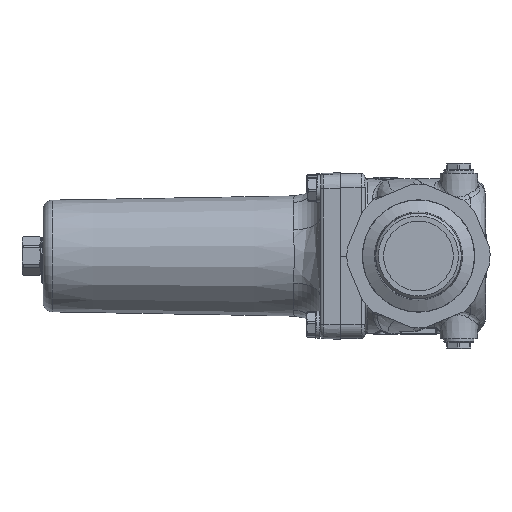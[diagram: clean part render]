
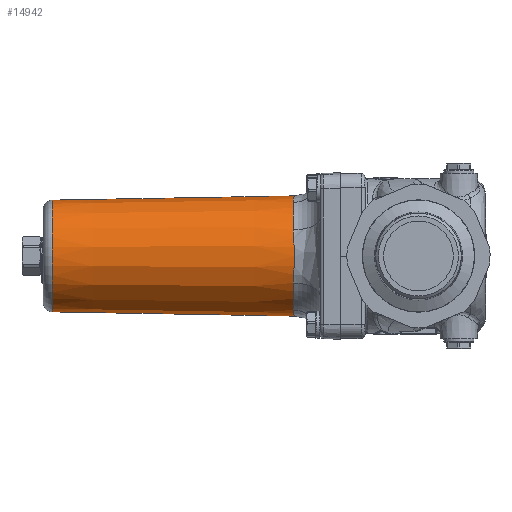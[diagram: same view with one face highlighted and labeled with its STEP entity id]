
A CAD part, left-side view. The second image highlights one B-rep face of the part: STEP entity #14942.
In plain terms, the highlighted conical face has half-angle 1 degrees and reference radius 33 mm.
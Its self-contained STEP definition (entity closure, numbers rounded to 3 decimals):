
#1015=LINE('',#40596,#1615);
#1615=VECTOR('',#19374,33.);
#1800=CONICAL_SURFACE('',#16293,33.,0.017);
#2883=FACE_OUTER_BOUND('',#3863,.T.);
#3863=EDGE_LOOP('',(#12919,#12920,#12921,#12922,#12923,#12924,#12925,#12926,
#12927,#12928,#12929,#12930,#12931));
#4593=CIRCLE('',#16056,32.743);
#4600=CIRCLE('',#16065,32.743);
#4659=CIRCLE('',#16290,30.45);
#4661=CIRCLE('',#16292,30.45);
#4662=CIRCLE('',#16294,32.743);
#4663=CIRCLE('',#16295,32.743);
#5516=B_SPLINE_CURVE_WITH_KNOTS('',3,(#40598,#40599,#40600,#40601,#40602,
#40603),.UNSPECIFIED.,.F.,.F.,(4,1,1,4),(-3.142,-2.244,
-0.449,0.),.UNSPECIFIED.);
#5517=B_SPLINE_CURVE_WITH_KNOTS('',3,(#40606,#40607,#40608,#40609,#40610,
#40611,#40612),.UNSPECIFIED.,.F.,.F.,(4,1,1,1,4),(-3.142,-2.244,
-0.449,1.346,3.142),.UNSPECIFIED.);
#5518=B_SPLINE_CURVE_WITH_KNOTS('',3,(#40614,#40615,#40616,#40617,#40618,
#40619,#40620),.UNSPECIFIED.,.F.,.F.,(4,1,1,1,4),(-3.142,-2.244,
-0.449,1.346,3.142),.UNSPECIFIED.);
#5519=B_SPLINE_CURVE_WITH_KNOTS('',3,(#40623,#40624,#40625,#40626,#40627,
#40628,#40629),.UNSPECIFIED.,.F.,.F.,(4,1,1,1,4),(-3.142,-2.244,
-0.449,1.346,3.142),.UNSPECIFIED.);
#5520=B_SPLINE_CURVE_WITH_KNOTS('',3,(#40630,#40631,#40632,#40633,#40634),
 .UNSPECIFIED.,.F.,.F.,(4,1,4),(0.,1.346,3.142),
 .UNSPECIFIED.);
#6516=VERTEX_POINT('',#39623);
#6517=VERTEX_POINT('',#39625);
#6527=VERTEX_POINT('',#39651);
#6529=VERTEX_POINT('',#39654);
#6693=VERTEX_POINT('',#40589);
#6694=VERTEX_POINT('',#40590);
#6695=VERTEX_POINT('',#40595);
#6696=VERTEX_POINT('',#40597);
#6697=VERTEX_POINT('',#40604);
#6698=VERTEX_POINT('',#40613);
#6699=VERTEX_POINT('',#40621);
#8523=EDGE_CURVE('',#6516,#6517,#4593,.T.);
#8535=EDGE_CURVE('',#6527,#6529,#4600,.T.);
#8820=EDGE_CURVE('',#6693,#6694,#4659,.T.);
#8822=EDGE_CURVE('',#6694,#6693,#4661,.T.);
#8823=EDGE_CURVE('',#6693,#6695,#1015,.T.);
#8824=EDGE_CURVE('',#6696,#6695,#5516,.T.);
#8825=EDGE_CURVE('',#6697,#6696,#4662,.T.);
#8826=EDGE_CURVE('',#6529,#6697,#5517,.T.);
#8827=EDGE_CURVE('',#6698,#6527,#5518,.T.);
#8828=EDGE_CURVE('',#6699,#6698,#4663,.T.);
#8829=EDGE_CURVE('',#6517,#6699,#5519,.T.);
#8830=EDGE_CURVE('',#6695,#6516,#5520,.T.);
#12919=ORIENTED_EDGE('',*,*,#8820,.F.);
#12920=ORIENTED_EDGE('',*,*,#8823,.T.);
#12921=ORIENTED_EDGE('',*,*,#8824,.F.);
#12922=ORIENTED_EDGE('',*,*,#8825,.F.);
#12923=ORIENTED_EDGE('',*,*,#8826,.F.);
#12924=ORIENTED_EDGE('',*,*,#8535,.F.);
#12925=ORIENTED_EDGE('',*,*,#8827,.F.);
#12926=ORIENTED_EDGE('',*,*,#8828,.F.);
#12927=ORIENTED_EDGE('',*,*,#8829,.F.);
#12928=ORIENTED_EDGE('',*,*,#8523,.F.);
#12929=ORIENTED_EDGE('',*,*,#8830,.F.);
#12930=ORIENTED_EDGE('',*,*,#8823,.F.);
#12931=ORIENTED_EDGE('',*,*,#8822,.F.);
#14942=ADVANCED_FACE('',(#2883),#1800,.T.);
#16056=AXIS2_PLACEMENT_3D('',#39626,#18736,#18737);
#16065=AXIS2_PLACEMENT_3D('',#39655,#18758,#18759);
#16290=AXIS2_PLACEMENT_3D('',#40591,#19366,#19367);
#16292=AXIS2_PLACEMENT_3D('',#40593,#19370,#19371);
#16293=AXIS2_PLACEMENT_3D('',#40594,#19372,#19373);
#16294=AXIS2_PLACEMENT_3D('',#40605,#19375,#19376);
#16295=AXIS2_PLACEMENT_3D('',#40622,#19377,#19378);
#18736=DIRECTION('center_axis',(0.,-1.,0.));
#18737=DIRECTION('ref_axis',(0.009,0.,-1.));
#18758=DIRECTION('center_axis',(0.,-1.,0.));
#18759=DIRECTION('ref_axis',(0.009,0.,-1.));
#19366=DIRECTION('center_axis',(0.,1.,0.));
#19367=DIRECTION('ref_axis',(0.009,0.,-1.));
#19370=DIRECTION('center_axis',(0.,1.,0.));
#19371=DIRECTION('ref_axis',(0.009,0.,-1.));
#19372=DIRECTION('center_axis',(0.,-1.,0.));
#19373=DIRECTION('ref_axis',(0.009,0.,-1.));
#19374=DIRECTION('',(0.,-1.,0.017));
#19375=DIRECTION('center_axis',(0.,-1.,0.));
#19376=DIRECTION('ref_axis',(0.009,0.,-1.));
#19377=DIRECTION('center_axis',(0.,-1.,0.));
#19378=DIRECTION('ref_axis',(0.009,0.,-1.));
#39623=CARTESIAN_POINT('',(-14.729,68.304,29.243));
#39625=CARTESIAN_POINT('',(-29.498,68.304,14.211));
#39626=CARTESIAN_POINT('Origin',(0.,68.304,
0.));
#39651=CARTESIAN_POINT('',(14.729,68.304,-29.243));
#39654=CARTESIAN_POINT('',(29.498,68.304,-14.211));
#39655=CARTESIAN_POINT('Origin',(0.,68.304,
0.));
#40589=CARTESIAN_POINT('',(-0.269,199.653,30.449));
#40590=CARTESIAN_POINT('',(-30.449,199.653,-0.269));
#40591=CARTESIAN_POINT('Origin',(0.,199.653,0.));
#40593=CARTESIAN_POINT('Origin',(0.,199.653,0.));
#40594=CARTESIAN_POINT('Origin',(0.,53.566,
0.));
#40595=CARTESIAN_POINT('',(-0.289,67.575,32.754));
#40596=CARTESIAN_POINT('',(-0.291,53.566,32.999));
#40597=CARTESIAN_POINT('',(14.211,68.304,29.498));
#40598=CARTESIAN_POINT('Ctrl Pts',(14.211,68.304,29.498));
#40599=CARTESIAN_POINT('Ctrl Pts',(12.924,68.304,30.118));
#40600=CARTESIAN_POINT('Ctrl Pts',(8.946,68.077,31.728));
#40601=CARTESIAN_POINT('Ctrl Pts',(3.998,67.615,32.675));
#40602=CARTESIAN_POINT('Ctrl Pts',(0.426,67.573,32.76));
#40603=CARTESIAN_POINT('Ctrl Pts',(-0.289,67.575,
32.754));
#40604=CARTESIAN_POINT('',(29.243,68.304,14.729));
#40605=CARTESIAN_POINT('Origin',(0.,68.304,
0.));
#40606=CARTESIAN_POINT('Ctrl Pts',(29.498,68.304,-14.211));
#40607=CARTESIAN_POINT('Ctrl Pts',(30.118,68.304,-12.924));
#40608=CARTESIAN_POINT('Ctrl Pts',(31.728,68.077,-8.946));
#40609=CARTESIAN_POINT('Ctrl Pts',(33.081,67.417,-1.878));
#40610=CARTESIAN_POINT('Ctrl Pts',(32.434,67.732,6.75));
#40611=CARTESIAN_POINT('Ctrl Pts',(30.528,68.304,12.177));
#40612=CARTESIAN_POINT('Ctrl Pts',(29.243,68.304,14.729));
#40613=CARTESIAN_POINT('',(-14.211,68.304,-29.498));
#40614=CARTESIAN_POINT('Ctrl Pts',(-14.211,68.304,-29.498));
#40615=CARTESIAN_POINT('Ctrl Pts',(-12.924,68.304,-30.118));
#40616=CARTESIAN_POINT('Ctrl Pts',(-8.946,68.077,-31.728));
#40617=CARTESIAN_POINT('Ctrl Pts',(-1.878,67.417,-33.081));
#40618=CARTESIAN_POINT('Ctrl Pts',(6.75,67.732,-32.434));
#40619=CARTESIAN_POINT('Ctrl Pts',(12.177,68.304,-30.528));
#40620=CARTESIAN_POINT('Ctrl Pts',(14.729,68.304,-29.243));
#40621=CARTESIAN_POINT('',(-29.243,68.304,-14.729));
#40622=CARTESIAN_POINT('Origin',(0.,68.304,
0.));
#40623=CARTESIAN_POINT('Ctrl Pts',(-29.498,68.304,14.211));
#40624=CARTESIAN_POINT('Ctrl Pts',(-30.118,68.304,12.924));
#40625=CARTESIAN_POINT('Ctrl Pts',(-31.728,68.077,8.946));
#40626=CARTESIAN_POINT('Ctrl Pts',(-33.081,67.417,1.878));
#40627=CARTESIAN_POINT('Ctrl Pts',(-32.434,67.732,-6.75));
#40628=CARTESIAN_POINT('Ctrl Pts',(-30.528,68.304,-12.177));
#40629=CARTESIAN_POINT('Ctrl Pts',(-29.243,68.304,-14.729));
#40630=CARTESIAN_POINT('Ctrl Pts',(-0.289,67.575,
32.754));
#40631=CARTESIAN_POINT('Ctrl Pts',(-2.432,67.58,32.735));
#40632=CARTESIAN_POINT('Ctrl Pts',(-7.429,67.804,32.196));
#40633=CARTESIAN_POINT('Ctrl Pts',(-12.177,68.304,30.528));
#40634=CARTESIAN_POINT('Ctrl Pts',(-14.729,68.304,29.243));
